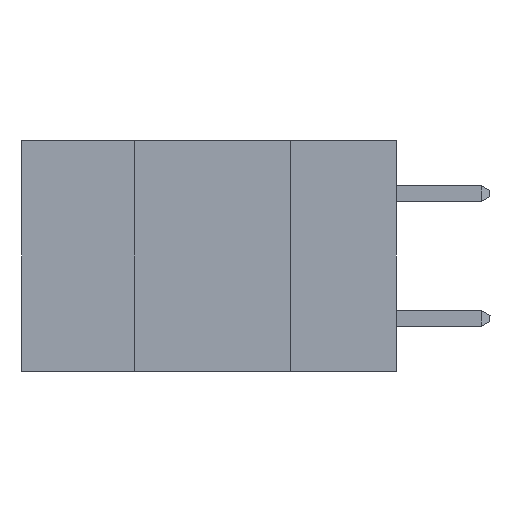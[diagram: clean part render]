
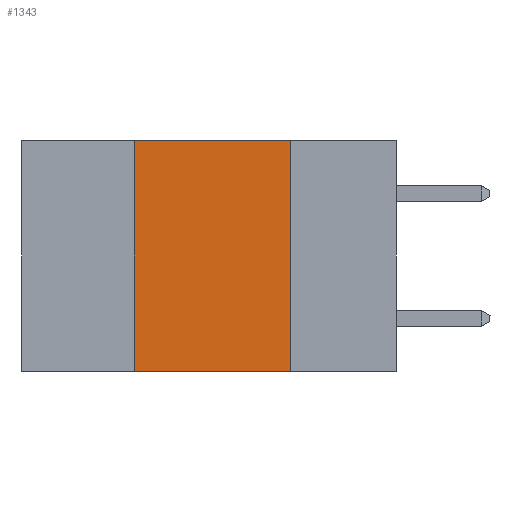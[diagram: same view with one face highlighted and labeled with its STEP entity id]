
A CAD part, left-side view. The second image highlights one B-rep face of the part: STEP entity #1343.
In plain terms, the highlighted planar face has unit normal (-1, 0, 0).
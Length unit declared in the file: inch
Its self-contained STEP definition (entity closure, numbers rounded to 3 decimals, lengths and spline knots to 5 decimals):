
#241 = CARTESIAN_POINT ( 'NONE',  ( 0., 0.6, 0. ) ) ;
#307 = FACE_OUTER_BOUND ( 'NONE', #1296, .T. ) ;
#550 = LINE ( 'NONE', #2536, #6279 ) ;
#698 = ORIENTED_EDGE ( 'NONE', *, *, #7788, .T. ) ;
#1238 = CARTESIAN_POINT ( 'NONE',  ( 0., 0.42, -0.37 ) ) ;
#1296 = EDGE_LOOP ( 'NONE', ( #6064, #6391, #9366, #698 ) ) ;
#1343 = ADVANCED_FACE ( 'NONE', ( #307 ), #4286, .F. ) ;
#1697 = VERTEX_POINT ( 'NONE', #5490 ) ;
#2113 = LINE ( 'NONE', #8185, #10014 ) ;
#2408 = DIRECTION ( 'NONE',  ( 0., -1., 0. ) ) ;
#2536 = CARTESIAN_POINT ( 'NONE',  ( 0., 0.6, -0.37 ) ) ;
#2553 = DIRECTION ( 'NONE',  ( 0., -1., 0. ) ) ;
#2666 = CARTESIAN_POINT ( 'NONE',  ( 0., 0.6, 0. ) ) ;
#3300 = VERTEX_POINT ( 'NONE', #13177 ) ;
#3333 = DIRECTION ( 'NONE',  ( 0., 0., -1. ) ) ;
#3459 = DIRECTION ( 'NONE',  ( 1., 0., 0. ) ) ;
#4286 = PLANE ( 'NONE',  #9130 ) ;
#5490 = CARTESIAN_POINT ( 'NONE',  ( 0., 0.42, 0. ) ) ;
#5557 = VECTOR ( 'NONE', #8273, 39.37008 ) ;
#6064 = ORIENTED_EDGE ( 'NONE', *, *, #10013, .F. ) ;
#6279 = VECTOR ( 'NONE', #2553, 39.37008 ) ;
#6391 = ORIENTED_EDGE ( 'NONE', *, *, #9280, .F. ) ;
#6448 = VERTEX_POINT ( 'NONE', #11104 ) ;
#7788 = EDGE_CURVE ( 'NONE', #14131, #6448, #550, .T. ) ;
#7954 = VECTOR ( 'NONE', #2408, 39.37008 ) ;
#8141 = LINE ( 'NONE', #8327, #5557 ) ;
#8185 = CARTESIAN_POINT ( 'NONE',  ( 0., 0.17, -0.37 ) ) ;
#8222 = DIRECTION ( 'NONE',  ( 0., 0., -1. ) ) ;
#8273 = DIRECTION ( 'NONE',  ( 0., 0., 1. ) ) ;
#8302 = LINE ( 'NONE', #2666, #7954 ) ;
#8327 = CARTESIAN_POINT ( 'NONE',  ( 0., 0.42, -0.37 ) ) ;
#8538 = EDGE_CURVE ( 'NONE', #14131, #1697, #8141, .T. ) ;
#9130 = AXIS2_PLACEMENT_3D ( 'NONE', #241, #3459, #3333 ) ;
#9280 = EDGE_CURVE ( 'NONE', #1697, #3300, #8302, .T. ) ;
#9366 = ORIENTED_EDGE ( 'NONE', *, *, #8538, .F. ) ;
#10013 = EDGE_CURVE ( 'NONE', #3300, #6448, #2113, .T. ) ;
#10014 = VECTOR ( 'NONE', #8222, 39.37008 ) ;
#11104 = CARTESIAN_POINT ( 'NONE',  ( 0., 0.17, -0.37 ) ) ;
#13177 = CARTESIAN_POINT ( 'NONE',  ( 0., 0.17, 0. ) ) ;
#14131 = VERTEX_POINT ( 'NONE', #1238 ) ;
